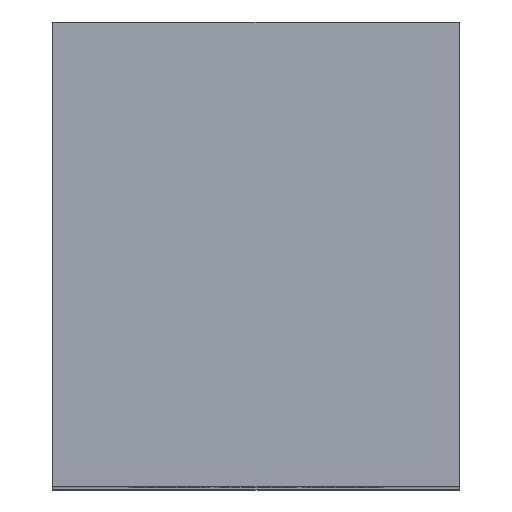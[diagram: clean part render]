
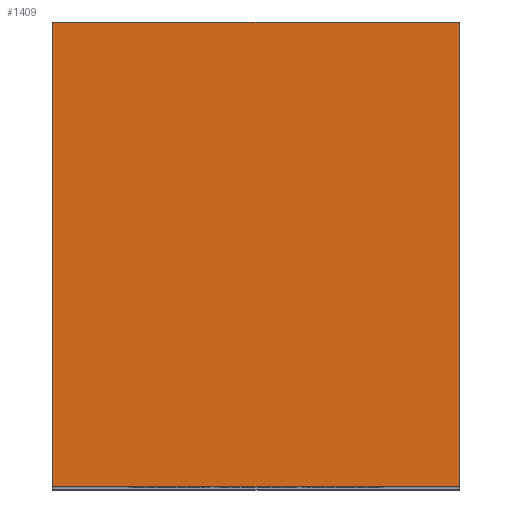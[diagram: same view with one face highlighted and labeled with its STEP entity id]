
A CAD part, top view. The second image highlights one B-rep face of the part: STEP entity #1409.
In plain terms, the highlighted planar face has unit normal (0, 0, 1).
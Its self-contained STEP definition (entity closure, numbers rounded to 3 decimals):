
#35 = CARTESIAN_POINT ( 'NONE',  ( -17.5, 20., 75. ) ) ;
#59 = CARTESIAN_POINT ( 'NONE',  ( 17.5, -20., 75. ) ) ;
#87 = DIRECTION ( 'NONE',  ( 0., -1., 0. ) ) ;
#100 = VECTOR ( 'NONE', #978, 1000. ) ;
#122 = CARTESIAN_POINT ( 'NONE',  ( -17.5, -20., 75. ) ) ;
#127 = ORIENTED_EDGE ( 'NONE', *, *, #622, .T. ) ;
#130 = EDGE_LOOP ( 'NONE', ( #799, #881, #166, #127 ) ) ;
#166 = ORIENTED_EDGE ( 'NONE', *, *, #662, .F. ) ;
#233 = DIRECTION ( 'NONE',  ( 0., 0., -1. ) ) ;
#252 = PLANE ( 'NONE',  #404 ) ;
#404 = AXIS2_PLACEMENT_3D ( 'NONE', #728, #233, #1103 ) ;
#428 = FACE_OUTER_BOUND ( 'NONE', #130, .T. ) ;
#498 = VERTEX_POINT ( 'NONE', #655 ) ;
#560 = VERTEX_POINT ( 'NONE', #35 ) ;
#565 = DIRECTION ( 'NONE',  ( 0., -1., 0. ) ) ;
#616 = LINE ( 'NONE', #1389, #1303 ) ;
#622 = EDGE_CURVE ( 'NONE', #560, #1231, #616, .T. ) ;
#640 = VERTEX_POINT ( 'NONE', #59 ) ;
#655 = CARTESIAN_POINT ( 'NONE',  ( 17.5, 20., 75. ) ) ;
#662 = EDGE_CURVE ( 'NONE', #560, #498, #946, .T. ) ;
#728 = CARTESIAN_POINT ( 'NONE',  ( -17.5, 20., 75. ) ) ;
#759 = LINE ( 'NONE', #819, #1488 ) ;
#799 = ORIENTED_EDGE ( 'NONE', *, *, #1579, .T. ) ;
#819 = CARTESIAN_POINT ( 'NONE',  ( 17.5, 20., 75. ) ) ;
#835 = CARTESIAN_POINT ( 'NONE',  ( -17.5, -20., 75. ) ) ;
#881 = ORIENTED_EDGE ( 'NONE', *, *, #1155, .F. ) ;
#946 = LINE ( 'NONE', #1297, #1417 ) ;
#978 = DIRECTION ( 'NONE',  ( 1., 0., 0. ) ) ;
#1103 = DIRECTION ( 'NONE',  ( -1., 0., 0. ) ) ;
#1155 = EDGE_CURVE ( 'NONE', #498, #640, #759, .T. ) ;
#1231 = VERTEX_POINT ( 'NONE', #835 ) ;
#1297 = CARTESIAN_POINT ( 'NONE',  ( -17.5, 20., 75. ) ) ;
#1303 = VECTOR ( 'NONE', #565, 1000. ) ;
#1346 = LINE ( 'NONE', #122, #100 ) ;
#1389 = CARTESIAN_POINT ( 'NONE',  ( -17.5, 20., 75. ) ) ;
#1409 = ADVANCED_FACE ( 'NONE', ( #428 ), #252, .F. ) ;
#1417 = VECTOR ( 'NONE', #1526, 1000. ) ;
#1488 = VECTOR ( 'NONE', #87, 1000. ) ;
#1526 = DIRECTION ( 'NONE',  ( 1., 0., 0. ) ) ;
#1579 = EDGE_CURVE ( 'NONE', #1231, #640, #1346, .T. ) ;
